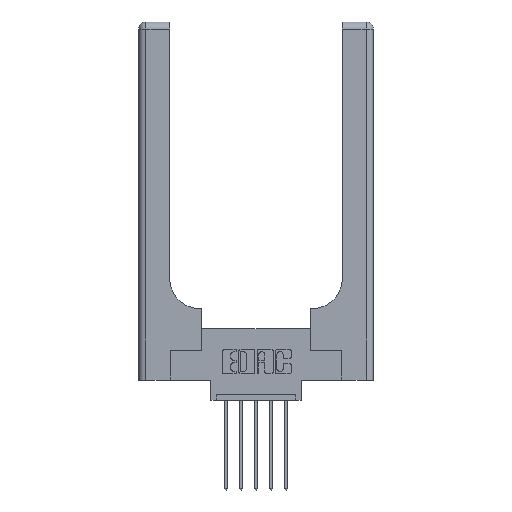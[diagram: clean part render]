
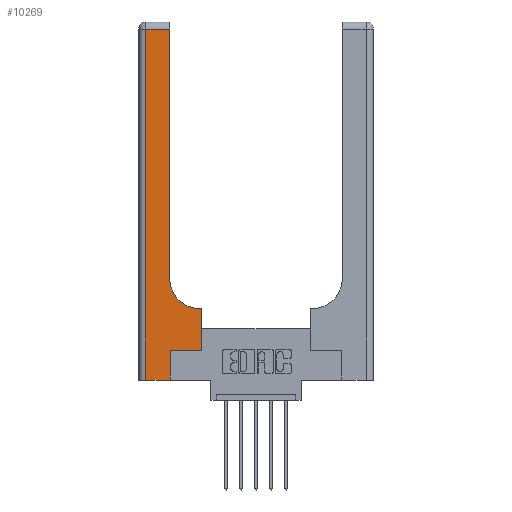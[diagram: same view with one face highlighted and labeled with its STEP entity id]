
A CAD part, top view. The second image highlights one B-rep face of the part: STEP entity #10269.
In plain terms, the highlighted planar face has unit normal (0, 0, 1).
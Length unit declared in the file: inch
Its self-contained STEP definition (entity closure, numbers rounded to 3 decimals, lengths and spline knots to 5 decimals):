
#162 = CARTESIAN_POINT ( 'NONE',  ( 0.26, 3., 0.37 ) ) ;
#233 = DIRECTION ( 'NONE',  ( 0., 1., 0. ) ) ;
#308 = CARTESIAN_POINT ( 'NONE',  ( 0.06, 0., 0.37 ) ) ;
#476 = ORIENTED_EDGE ( 'NONE', *, *, #7183, .T. ) ;
#479 = CARTESIAN_POINT ( 'NONE',  ( 0., 2.94, 0.37 ) ) ;
#511 = CARTESIAN_POINT ( 'NONE',  ( 0.265, 0., 0.37 ) ) ;
#527 = VECTOR ( 'NONE', #1771, 39.37008 ) ;
#593 = EDGE_CURVE ( 'NONE', #12357, #7613, #11873, .T. ) ;
#686 = DIRECTION ( 'NONE',  ( 1., 0., 0. ) ) ;
#794 = VERTEX_POINT ( 'NONE', #2326 ) ;
#917 = PLANE ( 'NONE',  #11502 ) ;
#1032 = CARTESIAN_POINT ( 'NONE',  ( 0.265, 0., 0.37 ) ) ;
#1484 = EDGE_LOOP ( 'NONE', ( #476, #9825, #2949, #6066, #8095, #10746, #7417, #7362, #8241 ) ) ;
#1590 = DIRECTION ( 'NONE',  ( 0., 1., 0. ) ) ;
#1771 = DIRECTION ( 'NONE',  ( -1., 0., 0. ) ) ;
#1933 = VERTEX_POINT ( 'NONE', #10562 ) ;
#2049 = DIRECTION ( 'NONE',  ( 0., 0., -1. ) ) ;
#2326 = CARTESIAN_POINT ( 'NONE',  ( 0.26, 2.94, 0.37 ) ) ;
#2544 = VECTOR ( 'NONE', #686, 39.37008 ) ;
#2640 = LINE ( 'NONE', #8137, #4437 ) ;
#2848 = CARTESIAN_POINT ( 'NONE',  ( 0., 3., 0.37 ) ) ;
#2949 = ORIENTED_EDGE ( 'NONE', *, *, #593, .T. ) ;
#3047 = DIRECTION ( 'NONE',  ( 1., 0., 0. ) ) ;
#3262 = VECTOR ( 'NONE', #7530, 39.37008 ) ;
#3339 = CARTESIAN_POINT ( 'NONE',  ( 0.06, 3., 0.37 ) ) ;
#3550 = EDGE_CURVE ( 'NONE', #794, #12357, #7981, .T. ) ;
#3725 = AXIS2_PLACEMENT_3D ( 'NONE', #9482, #2049, #4188 ) ;
#3977 = DIRECTION ( 'NONE',  ( -1., 0., 0. ) ) ;
#4126 = EDGE_CURVE ( 'NONE', #7613, #6118, #10322, .T. ) ;
#4188 = DIRECTION ( 'NONE',  ( 1., 0., 0. ) ) ;
#4245 = CARTESIAN_POINT ( 'NONE',  ( 0., 0., 0.37 ) ) ;
#4437 = VECTOR ( 'NONE', #13230, 39.37008 ) ;
#4692 = CARTESIAN_POINT ( 'NONE',  ( 0.26, 0.85, 0.37 ) ) ;
#4802 = CARTESIAN_POINT ( 'NONE',  ( 0.51, 0.6, 0.37 ) ) ;
#5102 = LINE ( 'NONE', #8277, #7240 ) ;
#5877 = VERTEX_POINT ( 'NONE', #4802 ) ;
#6066 = ORIENTED_EDGE ( 'NONE', *, *, #4126, .T. ) ;
#6118 = VERTEX_POINT ( 'NONE', #1032 ) ;
#6277 = DIRECTION ( 'NONE',  ( 0., 0., -1. ) ) ;
#6387 = CIRCLE ( 'NONE', #3725, 0.25 ) ;
#6828 = EDGE_CURVE ( 'NONE', #1933, #5877, #2640, .T. ) ;
#7054 = VECTOR ( 'NONE', #1590, 39.37008 ) ;
#7183 = EDGE_CURVE ( 'NONE', #13789, #794, #12213, .T. ) ;
#7240 = VECTOR ( 'NONE', #3047, 39.37008 ) ;
#7362 = ORIENTED_EDGE ( 'NONE', *, *, #6828, .T. ) ;
#7417 = ORIENTED_EDGE ( 'NONE', *, *, #8971, .T. ) ;
#7530 = DIRECTION ( 'NONE',  ( 0., -1., 0. ) ) ;
#7613 = VERTEX_POINT ( 'NONE', #308 ) ;
#7960 = VERTEX_POINT ( 'NONE', #9060 ) ;
#7981 = LINE ( 'NONE', #479, #527 ) ;
#8095 = ORIENTED_EDGE ( 'NONE', *, *, #13462, .T. ) ;
#8137 = CARTESIAN_POINT ( 'NONE',  ( 0.26, 0.6, 0.37 ) ) ;
#8241 = ORIENTED_EDGE ( 'NONE', *, *, #10830, .T. ) ;
#8277 = CARTESIAN_POINT ( 'NONE',  ( 0.265, 0.25, 0.37 ) ) ;
#8971 = EDGE_CURVE ( 'NONE', #10114, #1933, #10360, .T. ) ;
#9060 = CARTESIAN_POINT ( 'NONE',  ( 0.265, 0.25, 0.37 ) ) ;
#9239 = CARTESIAN_POINT ( 'NONE',  ( 0.528, 0.25, 0.37 ) ) ;
#9482 = CARTESIAN_POINT ( 'NONE',  ( 0.51, 0.85, 0.37 ) ) ;
#9825 = ORIENTED_EDGE ( 'NONE', *, *, #3550, .T. ) ;
#10114 = VERTEX_POINT ( 'NONE', #9239 ) ;
#10269 = ADVANCED_FACE ( 'NONE', ( #13527 ), #917, .F. ) ;
#10312 = EDGE_CURVE ( 'NONE', #7960, #10114, #5102, .T. ) ;
#10322 = LINE ( 'NONE', #4245, #2544 ) ;
#10360 = LINE ( 'NONE', #13556, #13299 ) ;
#10509 = DIRECTION ( 'NONE',  ( 0., 1., 0. ) ) ;
#10562 = CARTESIAN_POINT ( 'NONE',  ( 0.528, 0.6, 0.37 ) ) ;
#10746 = ORIENTED_EDGE ( 'NONE', *, *, #10312, .T. ) ;
#10810 = VECTOR ( 'NONE', #233, 39.37008 ) ;
#10830 = EDGE_CURVE ( 'NONE', #5877, #13789, #6387, .T. ) ;
#10989 = LINE ( 'NONE', #511, #7054 ) ;
#11502 = AXIS2_PLACEMENT_3D ( 'NONE', #2848, #6277, #3977 ) ;
#11873 = LINE ( 'NONE', #3339, #3262 ) ;
#12213 = LINE ( 'NONE', #162, #10810 ) ;
#12270 = CARTESIAN_POINT ( 'NONE',  ( 0.06, 2.94, 0.37 ) ) ;
#12357 = VERTEX_POINT ( 'NONE', #12270 ) ;
#13230 = DIRECTION ( 'NONE',  ( -1., 0., 0. ) ) ;
#13299 = VECTOR ( 'NONE', #10509, 39.37008 ) ;
#13462 = EDGE_CURVE ( 'NONE', #6118, #7960, #10989, .T. ) ;
#13527 = FACE_OUTER_BOUND ( 'NONE', #1484, .T. ) ;
#13556 = CARTESIAN_POINT ( 'NONE',  ( 0.528, 0.25, 0.37 ) ) ;
#13789 = VERTEX_POINT ( 'NONE', #4692 ) ;
